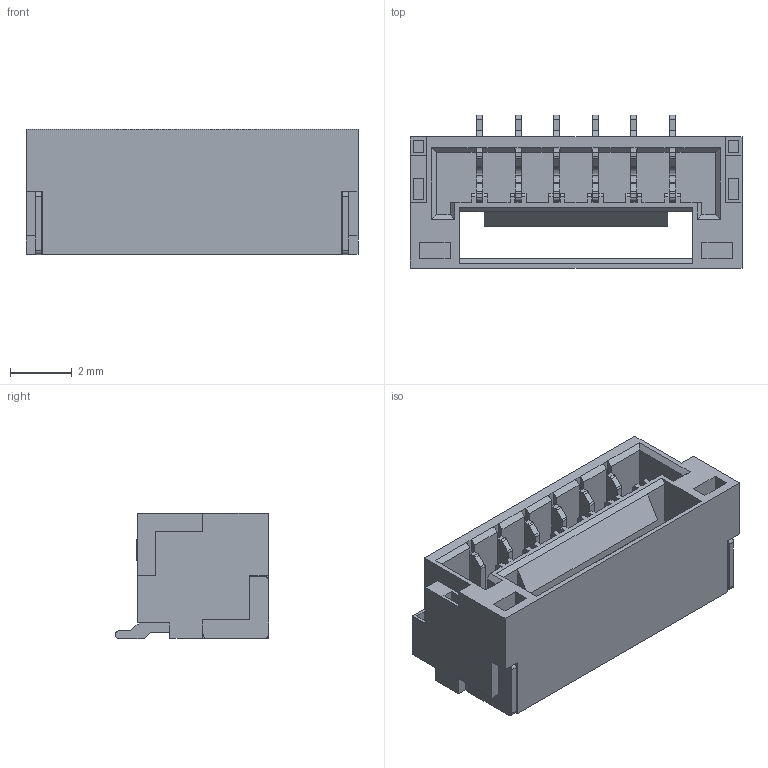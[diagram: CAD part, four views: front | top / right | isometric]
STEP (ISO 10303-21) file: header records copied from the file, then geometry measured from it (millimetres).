
FILE_DESCRIPTION (( 'STEP AP214' ), '1' );
FILE_NAME ('CONN-SMD_GH1.25-LS-6P.step', '2022-08-08T02:43:13', ( '' ), ( '' ), 'SwSTEP 2.0', 'SolidWorks 2020', '' );
FILE_SCHEMA (( 'AUTOMOTIVE_DESIGN' ));
Length unit declared in the file: millimetre
Products named in the file (1): CONN-SMD_GH1.25-LS-6P
Bounding box: 10.75 x 4.96 x 4.06 mm (x, y, z)
Volume: 87 mm3; surface area: 449.5 mm2
Topology: 14 solids, 14 shells, 678 faces, 1864 edges, 1236 vertices
Faces by surface type: plane 494, bspline 112, cylinder 72
Entity records: 30141 total; most frequent: CARTESIAN_POINT 5883, ORIENTED_EDGE 3728, DIRECTION 2914, EDGE_CURVE 1864, VECTOR 1492, LINE 1492, VERTEX_POINT 1236, EDGE_LOOP 714
